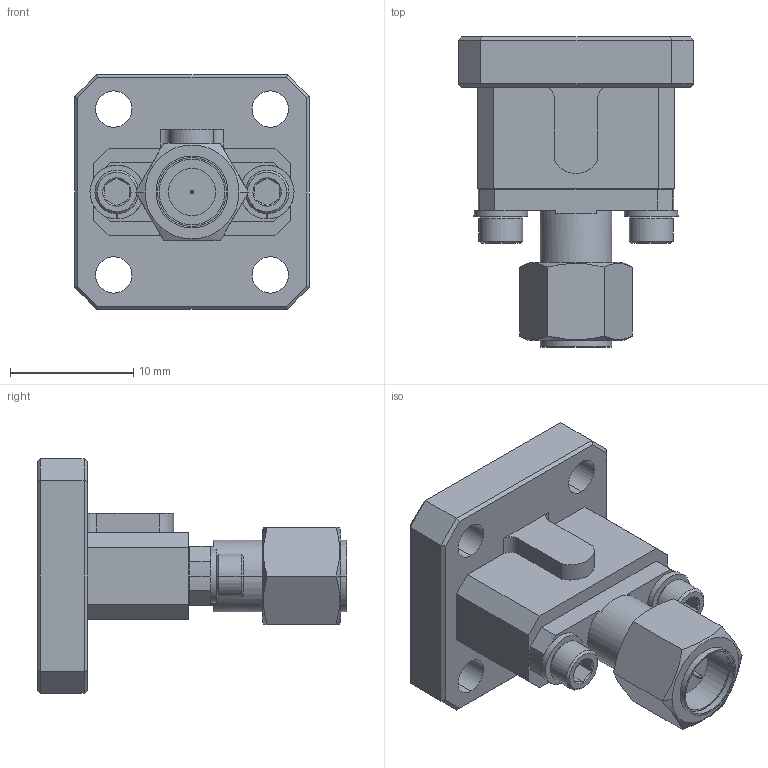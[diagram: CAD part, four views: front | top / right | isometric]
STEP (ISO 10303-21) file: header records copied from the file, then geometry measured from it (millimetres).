
FILE_DESCRIPTION (( 'STEP AP203' ), '1' );
FILE_NAME ('SWC-28KM-E1.STEP', '2021-07-09T00:23:35', ( '' ), ( '' ), 'SwSTEP 2.0', 'SolidWorks 2021', '' );
FILE_SCHEMA (( 'CONFIG_CONTROL_DESIGN' ));
Length unit declared in the file: inch
Products named in the file (1): SWC-28KM-E1
Bounding box: 19.05 x 25.15 x 19.05 mm (x, y, z)
Volume: 2837.6 mm3; surface area: 2163.5 mm2
Topology: 1 solids, 1 shells, 177 faces, 427 edges, 264 vertices
Faces by surface type: plane 93, cylinder 52, cone 28, bspline 4
Entity records: 7096 total; most frequent: CARTESIAN_POINT 2917, ORIENTED_EDGE 854, DIRECTION 845, EDGE_CURVE 427, AXIS2_PLACEMENT_3D 302, VERTEX_POINT 264, LINE 241, VECTOR 241
